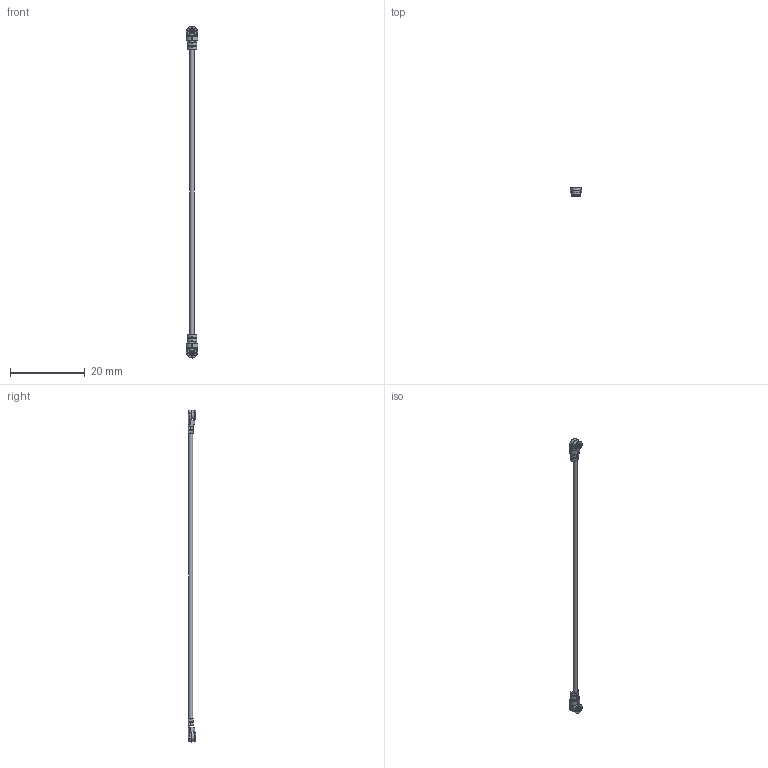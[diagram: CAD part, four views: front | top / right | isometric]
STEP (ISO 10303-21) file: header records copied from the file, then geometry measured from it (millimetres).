
FILE_DESCRIPTION (( 'STEP AP203' ), '1' );
FILE_NAME ('PE3CA1053_3D.step', '2020-08-05T20:27:03', ( '' ), ( '' ), 'SwSTEP 2.0', 'SolidWorks 2018', '' );
FILE_SCHEMA (( 'CONFIG_CONTROL_DESIGN' ));
Length unit declared in the file: inch
Products named in the file (3): UMCX2.5 Plug^PE3CA1053; Coax Cable^PE3CA1053_1.13MM coax; PE3CA1053_3D
Assembly tree (3 placements, depth 2):
  PE3CA1053_3D
    Coax Cable^PE3CA1053_1.13MM coax
    UMCX2.5 Plug^PE3CA1053  x2
Bounding box: 3.05 x 2.08 x 88.98 mm (x, y, z)
Volume: 105.4 mm3; surface area: 479.3 mm2
Topology: 5 solids, 5 shells, 233 faces, 642 edges, 424 vertices
Faces by surface type: plane 133, cylinder 100
Full cylindrical faces by diameter (mm): 0.762 x4, 1.118 x2, 1.13 x1, 1.295 x1, 1.651 x2, 2.362 x2, 2.616 x2
Entity records: 4307 total; most frequent: CARTESIAN_POINT 1007, ORIENTED_EDGE 624, DIRECTION 618, EDGE_CURVE 312, AXIS2_PLACEMENT_3D 223, VERTEX_POINT 210, VECTOR 172, LINE 172
